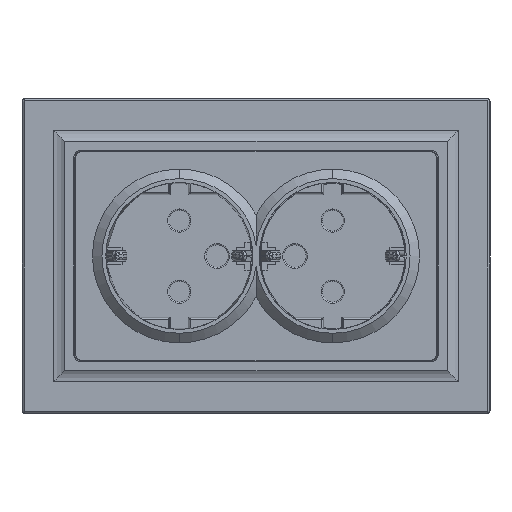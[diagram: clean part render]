
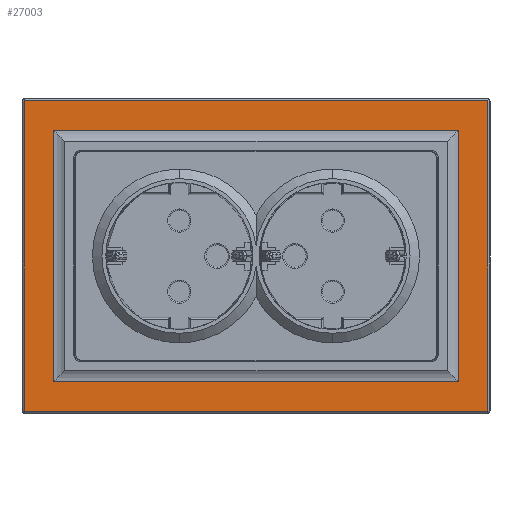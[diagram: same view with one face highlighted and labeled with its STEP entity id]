
A CAD part, top view. The second image highlights one B-rep face of the part: STEP entity #27003.
In plain terms, the highlighted planar face has unit normal (0, 0, 1).
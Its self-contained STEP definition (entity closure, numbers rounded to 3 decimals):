
#1083 = CARTESIAN_POINT ( 'NONE',  ( 123.474, 82.948, 0. ) ) ;
#1636 = VECTOR ( 'NONE', #11523, 1000. ) ;
#1836 = LINE ( 'NONE', #25898, #44010 ) ;
#3255 = CARTESIAN_POINT ( 'NONE',  ( 123.675, 0.273, 0. ) ) ;
#3368 = VERTEX_POINT ( 'NONE', #6967 ) ;
#4833 = CARTESIAN_POINT ( 'NONE',  ( 123.402, 82.948, 0. ) ) ;
#5407 = ORIENTED_EDGE ( 'NONE', *, *, #38303, .T. ) ;
#6351 = ORIENTED_EDGE ( 'NONE', *, *, #40144, .T. ) ;
#6538 = VERTEX_POINT ( 'NONE', #40645 ) ;
#6967 = CARTESIAN_POINT ( 'NONE',  ( -0.273, 82.675, 0. ) ) ;
#7310 = VECTOR ( 'NONE', #16704, 1000. ) ;
#7949 = LINE ( 'NONE', #24616, #17457 ) ;
#8098 = ORIENTED_EDGE ( 'NONE', *, *, #12508, .T. ) ;
#8201 = VERTEX_POINT ( 'NONE', #50401 ) ;
#8877 = VECTOR ( 'NONE', #31428, 1000. ) ;
#8999 = EDGE_CURVE ( 'NONE', #8201, #14128, #1836, .T. ) ;
#9289 = CARTESIAN_POINT ( 'NONE',  ( 123.675, 82.675, 0. ) ) ;
#10287 = B_SPLINE_CURVE_WITH_KNOTS ( 'NONE', 3,
 ( #24617, #31995, #40463, #36361, #11208, #12017 ),
 .UNSPECIFIED., .F., .F.,
 ( 4, 2, 4 ),
 ( 0., 0.5, 1. ),
 .UNSPECIFIED. ) ;
#10381 = CARTESIAN_POINT ( 'NONE',  ( 0., 82.948, 0. ) ) ;
#10655 = FACE_BOUND ( 'NONE', #27304, .T. ) ;
#10911 = DIRECTION ( 'NONE',  ( 1., 0., 0. ) ) ;
#10949 = ORIENTED_EDGE ( 'NONE', *, *, #27109, .F. ) ;
#11173 = CARTESIAN_POINT ( 'NONE',  ( -0.072, 82.948, 0. ) ) ;
#11208 = CARTESIAN_POINT ( 'NONE',  ( 123.474, 0., 0. ) ) ;
#11373 = EDGE_CURVE ( 'NONE', #12910, #8201, #34457, .T. ) ;
#11523 = DIRECTION ( 'NONE',  ( 0., -1., 0. ) ) ;
#11725 = CARTESIAN_POINT ( 'NONE',  ( 115.844, 71.117, 0. ) ) ;
#11812 = VERTEX_POINT ( 'NONE', #30467 ) ;
#12017 = CARTESIAN_POINT ( 'NONE',  ( 123.402, 0., 0. ) ) ;
#12508 = EDGE_CURVE ( 'NONE', #3368, #12910, #31083, .T. ) ;
#12910 = VERTEX_POINT ( 'NONE', #24607 ) ;
#13045 = CARTESIAN_POINT ( 'NONE',  ( -0.273, 0.201, 0. ) ) ;
#14021 = EDGE_CURVE ( 'NONE', #46721, #14128, #10287, .T. ) ;
#14128 = VERTEX_POINT ( 'NONE', #17217 ) ;
#15021 = CARTESIAN_POINT ( 'NONE',  ( -0.273, 82.746, 0. ) ) ;
#16003 = VECTOR ( 'NONE', #35454, 1000. ) ;
#16021 = VECTOR ( 'NONE', #16192, 1000. ) ;
#16192 = DIRECTION ( 'NONE',  ( 0., 1., 0. ) ) ;
#16703 = VERTEX_POINT ( 'NONE', #32442 ) ;
#16704 = DIRECTION ( 'NONE',  ( 1., 0., 0. ) ) ;
#17217 = CARTESIAN_POINT ( 'NONE',  ( 123.402, 0., 0. ) ) ;
#17375 = VERTEX_POINT ( 'NONE', #50370 ) ;
#17457 = VECTOR ( 'NONE', #49726, 1000. ) ;
#17556 = EDGE_LOOP ( 'NONE', ( #20710, #48710, #43781, #20645, #38113, #30799, #8098, #29290 ) ) ;
#17675 = EDGE_CURVE ( 'NONE', #16703, #46721, #32308, .T. ) ;
#17702 = CARTESIAN_POINT ( 'NONE',  ( -0.072, 0., 0. ) ) ;
#18516 = DIRECTION ( 'NONE',  ( 1., 0., 0. ) ) ;
#18584 = CARTESIAN_POINT ( 'NONE',  ( 123.675, 82.746, 0. ) ) ;
#19131 = CARTESIAN_POINT ( 'NONE',  ( -0.273, 82.675, 0. ) ) ;
#19274 = DIRECTION ( 'NONE',  ( -1., 0., 0. ) ) ;
#19495 = VERTEX_POINT ( 'NONE', #4833 ) ;
#19539 = LINE ( 'NONE', #39492, #26708 ) ;
#19934 = LINE ( 'NONE', #11725, #8877 ) ;
#20645 = ORIENTED_EDGE ( 'NONE', *, *, #30913, .F. ) ;
#20710 = ORIENTED_EDGE ( 'NONE', *, *, #8999, .T. ) ;
#21862 = CARTESIAN_POINT ( 'NONE',  ( 123.402, 82.948, 0. ) ) ;
#22086 = CARTESIAN_POINT ( 'NONE',  ( -0.273, 41.474, 0. ) ) ;
#23497 = CARTESIAN_POINT ( 'NONE',  ( -0.142, 82.918, 0. ) ) ;
#24096 = B_SPLINE_CURVE_WITH_KNOTS ( 'NONE', 3,
 ( #21862, #1083, #43418, #39055, #18584, #9289 ),
 .UNSPECIFIED., .F., .F.,
 ( 4, 2, 4 ),
 ( 0., 0.5, 1. ),
 .UNSPECIFIED. ) ;
#24398 = CARTESIAN_POINT ( 'NONE',  ( 7.558, 71.117, 0. ) ) ;
#24607 = CARTESIAN_POINT ( 'NONE',  ( -0.273, 0.273, 0. ) ) ;
#24616 = CARTESIAN_POINT ( 'NONE',  ( 111.843, 7.831, 0. ) ) ;
#24617 = CARTESIAN_POINT ( 'NONE',  ( 123.675, 0.273, 0. ) ) ;
#24902 = CARTESIAN_POINT ( 'NONE',  ( 52.558, 75.117, 0. ) ) ;
#25465 = CARTESIAN_POINT ( 'NONE',  ( 7.558, 7.831, 0. ) ) ;
#25898 = CARTESIAN_POINT ( 'NONE',  ( 82.201, 0., 0. ) ) ;
#26299 = VERTEX_POINT ( 'NONE', #33247 ) ;
#26708 = VECTOR ( 'NONE', #19274, 1000. ) ;
#26810 = VERTEX_POINT ( 'NONE', #25465 ) ;
#27003 = ADVANCED_FACE ( 'NONE', ( #10655, #39632 ), #35537, .T. ) ;
#27109 = EDGE_CURVE ( 'NONE', #26299, #11812, #19934, .T. ) ;
#27304 = EDGE_LOOP ( 'NONE', ( #6351, #5407, #10949, #45397 ) ) ;
#29290 = ORIENTED_EDGE ( 'NONE', *, *, #11373, .T. ) ;
#30467 = CARTESIAN_POINT ( 'NONE',  ( 115.844, 75.117, 0. ) ) ;
#30799 = ORIENTED_EDGE ( 'NONE', *, *, #32314, .T. ) ;
#30813 = CARTESIAN_POINT ( 'NONE',  ( -0.142, 0.029, 0. ) ) ;
#30913 = EDGE_CURVE ( 'NONE', #19495, #16703, #24096, .T. ) ;
#31083 = LINE ( 'NONE', #22086, #16003 ) ;
#31428 = DIRECTION ( 'NONE',  ( 0., 1., 0. ) ) ;
#31970 = DIRECTION ( 'NONE',  ( 0., 0., 1. ) ) ;
#31995 = CARTESIAN_POINT ( 'NONE',  ( 123.675, 0.201, 0. ) ) ;
#32050 = LINE ( 'NONE', #24398, #16021 ) ;
#32308 = LINE ( 'NONE', #48965, #1636 ) ;
#32314 = EDGE_CURVE ( 'NONE', #17375, #3368, #45482, .T. ) ;
#32439 = AXIS2_PLACEMENT_3D ( 'NONE', #43992, #31970, #10911 ) ;
#32442 = CARTESIAN_POINT ( 'NONE',  ( 123.675, 82.675, 0. ) ) ;
#33247 = CARTESIAN_POINT ( 'NONE',  ( 115.844, 7.831, 0. ) ) ;
#33639 = LINE ( 'NONE', #24902, #7310 ) ;
#34457 = B_SPLINE_CURVE_WITH_KNOTS ( 'NONE', 3,
 ( #37922, #13045, #38185, #30813, #17702, #43362 ),
 .UNSPECIFIED., .F., .F.,
 ( 4, 2, 4 ),
 ( 0., 0.5, 1. ),
 .UNSPECIFIED. ) ;
#35454 = DIRECTION ( 'NONE',  ( 0., -1., 0. ) ) ;
#35537 = PLANE ( 'NONE',  #32439 ) ;
#36002 = EDGE_CURVE ( 'NONE', #26299, #26810, #7949, .T. ) ;
#36361 = CARTESIAN_POINT ( 'NONE',  ( 123.544, 0.029, 0. ) ) ;
#37922 = CARTESIAN_POINT ( 'NONE',  ( -0.273, 0.273, 0. ) ) ;
#38113 = ORIENTED_EDGE ( 'NONE', *, *, #44513, .T. ) ;
#38185 = CARTESIAN_POINT ( 'NONE',  ( -0.243, 0.13, 0. ) ) ;
#38303 = EDGE_CURVE ( 'NONE', #6538, #11812, #33639, .T. ) ;
#39055 = CARTESIAN_POINT ( 'NONE',  ( 123.646, 82.817, 0. ) ) ;
#39492 = CARTESIAN_POINT ( 'NONE',  ( 82.201, 82.948, 0. ) ) ;
#39632 = FACE_OUTER_BOUND ( 'NONE', #17556, .T. ) ;
#40144 = EDGE_CURVE ( 'NONE', #26810, #6538, #32050, .T. ) ;
#40463 = CARTESIAN_POINT ( 'NONE',  ( 123.646, 0.13, 0. ) ) ;
#40645 = CARTESIAN_POINT ( 'NONE',  ( 7.558, 75.117, 0. ) ) ;
#43362 = CARTESIAN_POINT ( 'NONE',  ( 0., 0., 0. ) ) ;
#43418 = CARTESIAN_POINT ( 'NONE',  ( 123.544, 82.918, 0. ) ) ;
#43781 = ORIENTED_EDGE ( 'NONE', *, *, #17675, .F. ) ;
#43992 = CARTESIAN_POINT ( 'NONE',  ( 82.201, 41.474, 0. ) ) ;
#44010 = VECTOR ( 'NONE', #18516, 1000. ) ;
#44513 = EDGE_CURVE ( 'NONE', #19495, #17375, #19539, .T. ) ;
#45397 = ORIENTED_EDGE ( 'NONE', *, *, #36002, .T. ) ;
#45482 = B_SPLINE_CURVE_WITH_KNOTS ( 'NONE', 3,
 ( #10381, #11173, #23497, #48627, #15021, #19131 ),
 .UNSPECIFIED., .F., .F.,
 ( 4, 2, 4 ),
 ( 0., 0.5, 1. ),
 .UNSPECIFIED. ) ;
#46721 = VERTEX_POINT ( 'NONE', #3255 ) ;
#48627 = CARTESIAN_POINT ( 'NONE',  ( -0.243, 82.817, 0. ) ) ;
#48710 = ORIENTED_EDGE ( 'NONE', *, *, #14021, .F. ) ;
#48965 = CARTESIAN_POINT ( 'NONE',  ( 123.675, 41.474, 0. ) ) ;
#49726 = DIRECTION ( 'NONE',  ( -1., 0., 0. ) ) ;
#50370 = CARTESIAN_POINT ( 'NONE',  ( 0., 82.948, 0. ) ) ;
#50401 = CARTESIAN_POINT ( 'NONE',  ( 0., 0., 0. ) ) ;
